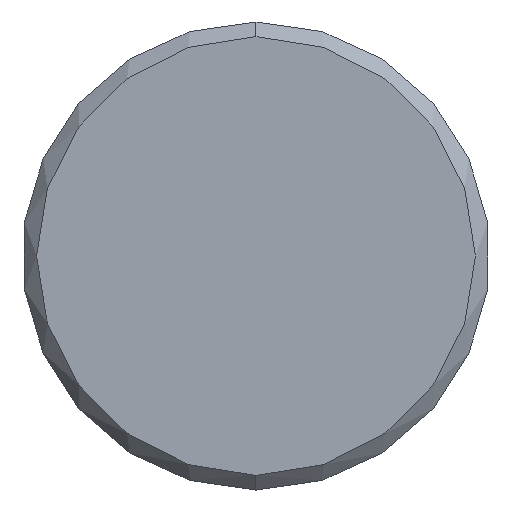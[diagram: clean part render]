
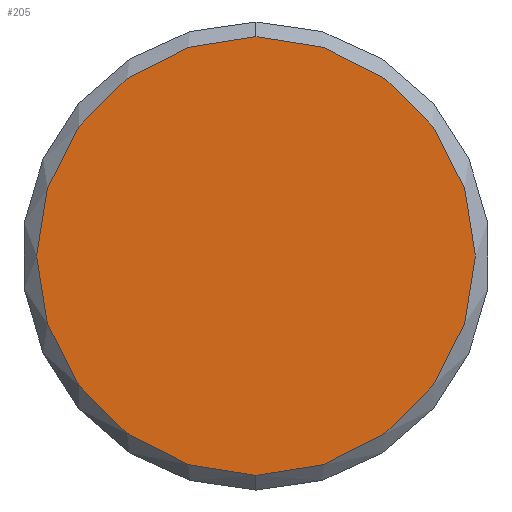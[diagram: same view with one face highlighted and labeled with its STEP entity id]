
A CAD part, left-side view. The second image highlights one B-rep face of the part: STEP entity #205.
In plain terms, the highlighted planar face has unit normal (-1, 0, 0).
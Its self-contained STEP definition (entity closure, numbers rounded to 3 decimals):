
#29 = AXIS2_PLACEMENT_3D ( 'NONE', #232, #239, #240 ) ;
#37 = AXIS2_PLACEMENT_3D ( 'NONE', #61, #73, #60 ) ;
#39 = AXIS2_PLACEMENT_3D ( 'NONE', #199, #218, #219 ) ;
#42 = EDGE_CURVE ( 'NONE', #166, #172, #115, .T. ) ;
#47 = EDGE_CURVE ( 'NONE', #172, #166, #104, .T. ) ;
#60 = DIRECTION ( 'NONE',  ( 0., 0., -1. ) ) ;
#61 = CARTESIAN_POINT ( 'NONE',  ( -3000., 0., 0. ) ) ;
#73 = DIRECTION ( 'NONE',  ( -1., 0., 0. ) ) ;
#102 = FACE_OUTER_BOUND ( 'NONE', #155, .T. ) ;
#104 = CIRCLE ( 'NONE', #39, 7.5 ) ;
#115 = CIRCLE ( 'NONE', #37, 7.5 ) ;
#134 = ORIENTED_EDGE ( 'NONE', *, *, #42, .T. ) ;
#155 = EDGE_LOOP ( 'NONE', ( #156, #134 ) ) ;
#156 = ORIENTED_EDGE ( 'NONE', *, *, #47, .T. ) ;
#166 = VERTEX_POINT ( 'NONE', #209 ) ;
#172 = VERTEX_POINT ( 'NONE', #225 ) ;
#199 = CARTESIAN_POINT ( 'NONE',  ( -3000., 0., 0. ) ) ;
#205 = ADVANCED_FACE ( 'NONE', ( #102 ), #236, .F. ) ;
#209 = CARTESIAN_POINT ( 'NONE',  ( -3000., 0., 7.5 ) ) ;
#218 = DIRECTION ( 'NONE',  ( -1., 0., 0. ) ) ;
#219 = DIRECTION ( 'NONE',  ( 0., 0., -1. ) ) ;
#225 = CARTESIAN_POINT ( 'NONE',  ( -3000., 0., -7.5 ) ) ;
#232 = CARTESIAN_POINT ( 'NONE',  ( -3000., 0., 0. ) ) ;
#236 = PLANE ( 'NONE',  #29 ) ;
#239 = DIRECTION ( 'NONE',  ( 1., 0., 0. ) ) ;
#240 = DIRECTION ( 'NONE',  ( 0., 0., -1. ) ) ;
